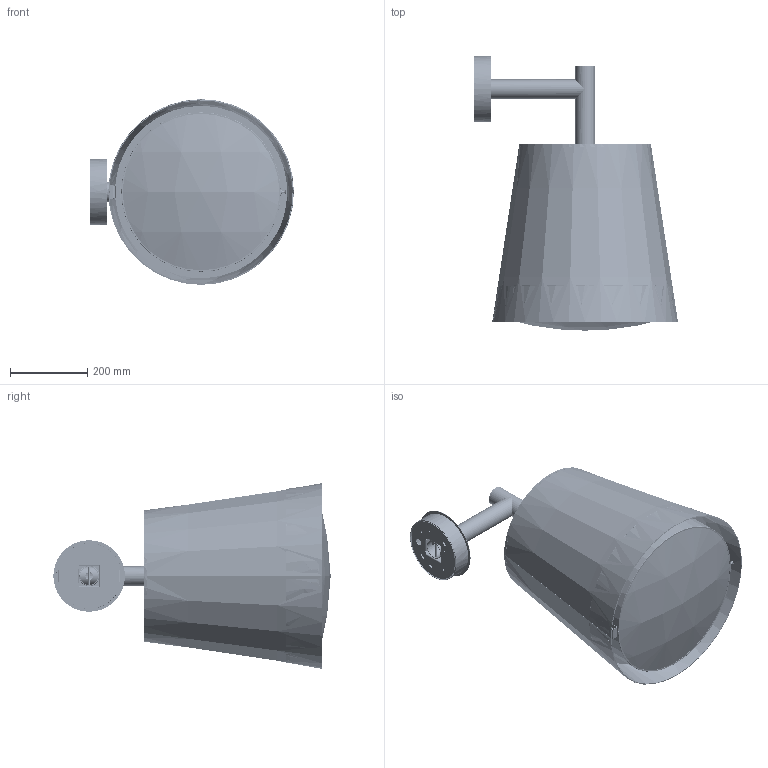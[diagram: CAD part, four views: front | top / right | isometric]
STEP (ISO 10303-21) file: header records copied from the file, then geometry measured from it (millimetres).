
FILE_DESCRIPTION (( 'STEP AP214' ), '1' );
FILE_NAME ('SL105_05052016.STEP', '2017-05-29T12:21:52', ( 'sirius' ), ( '' ), 'SwSTEP 2.0', 'SolidWorks 2016', '' );
FILE_SCHEMA (( 'AUTOMOTIVE_DESIGN' ));
Length unit declared in the file: millimetre
Products named in the file (1): SL105_05052016
Bounding box: 527 x 716.8 x 480 mm (x, y, z)
Volume: 3326536.3 mm3; surface area: 4896878.6 mm2
Topology: 53 solids, 55 shells, 7303 faces, 20222 edges, 12744 vertices
Faces by surface type: cylinder 3360, plane 2973, cone 482, bspline 391, sphere 52, torus 45
Entity records: 366003 total; most frequent: CARTESIAN_POINT 98339, ORIENTED_EDGE 40250, DIRECTION 37588, EDGE_CURVE 20125, AXIS2_PLACEMENT_3D 13714, VERTEX_POINT 12744, LINE 10160, VECTOR 10160
